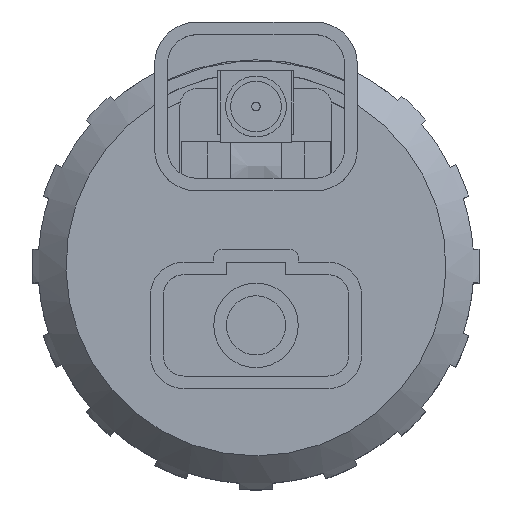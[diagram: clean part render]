
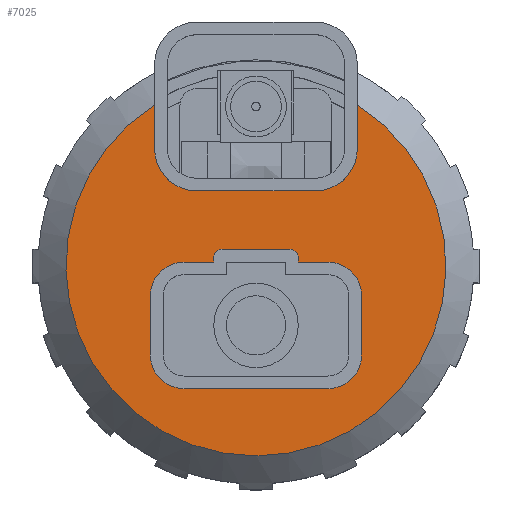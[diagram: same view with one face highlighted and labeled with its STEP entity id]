
A CAD part, top view. The second image highlights one B-rep face of the part: STEP entity #7025.
In plain terms, the highlighted planar face has unit normal (0, 0, 1).
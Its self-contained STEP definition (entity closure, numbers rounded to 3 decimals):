
#322=FACE_BOUND('',#1356,.T.);
#555=CIRCLE('',#7686,22.5);
#586=CIRCLE('',#7727,5.);
#588=CIRCLE('',#7731,5.);
#590=CIRCLE('',#7735,1.);
#591=CIRCLE('',#7736,1.);
#592=CIRCLE('',#7737,4.);
#593=CIRCLE('',#7738,4.);
#594=CIRCLE('',#7739,4.);
#595=CIRCLE('',#7740,4.);
#941=FACE_OUTER_BOUND('',#1355,.T.);
#1355=EDGE_LOOP('',(#5991,#5992,#5993,#5994,#5995,#5996));
#1356=EDGE_LOOP('',(#5997,#5998,#5999,#6000,#6001,#6002,#6003,#6004,#6005,
#6006,#6007,#6008,#6009,#6010));
#1920=LINE('',#12021,#2549);
#1929=LINE('',#12042,#2558);
#1933=LINE('',#12054,#2562);
#1936=LINE('',#12067,#2565);
#1937=LINE('',#12071,#2566);
#1938=LINE('',#12073,#2567);
#1939=LINE('',#12077,#2568);
#1940=LINE('',#12081,#2569);
#1941=LINE('',#12085,#2570);
#1942=LINE('',#12089,#2571);
#1943=LINE('',#12090,#2572);
#2549=VECTOR('',#9444,10.);
#2558=VECTOR('',#9465,10.);
#2562=VECTOR('',#9477,10.);
#2565=VECTOR('',#9492,10.);
#2566=VECTOR('',#9495,10.);
#2567=VECTOR('',#9496,10.);
#2568=VECTOR('',#9499,10.);
#2569=VECTOR('',#9502,10.);
#2570=VECTOR('',#9505,10.);
#2571=VECTOR('',#9508,10.);
#2572=VECTOR('',#9509,10.);
#3211=VERTEX_POINT('',#11840);
#3212=VERTEX_POINT('',#11844);
#3268=VERTEX_POINT('',#12020);
#3274=VERTEX_POINT('',#12041);
#3276=VERTEX_POINT('',#12047);
#3278=VERTEX_POINT('',#12053);
#3280=VERTEX_POINT('',#12063);
#3281=VERTEX_POINT('',#12064);
#3282=VERTEX_POINT('',#12066);
#3283=VERTEX_POINT('',#12068);
#3284=VERTEX_POINT('',#12070);
#3285=VERTEX_POINT('',#12072);
#3286=VERTEX_POINT('',#12074);
#3287=VERTEX_POINT('',#12076);
#3288=VERTEX_POINT('',#12078);
#3289=VERTEX_POINT('',#12080);
#3290=VERTEX_POINT('',#12082);
#3291=VERTEX_POINT('',#12084);
#3292=VERTEX_POINT('',#12086);
#3293=VERTEX_POINT('',#12088);
#4136=EDGE_CURVE('',#3211,#3212,#555,.T.);
#4197=EDGE_CURVE('',#3268,#3212,#1920,.T.);
#4208=EDGE_CURVE('',#3211,#3274,#1929,.T.);
#4211=EDGE_CURVE('',#3274,#3276,#586,.T.);
#4214=EDGE_CURVE('',#3276,#3278,#1933,.T.);
#4217=EDGE_CURVE('',#3278,#3268,#588,.T.);
#4219=EDGE_CURVE('',#3280,#3281,#590,.T.);
#4220=EDGE_CURVE('',#3281,#3282,#1936,.T.);
#4221=EDGE_CURVE('',#3282,#3283,#591,.T.);
#4222=EDGE_CURVE('',#3283,#3284,#1937,.T.);
#4223=EDGE_CURVE('',#3284,#3285,#1938,.T.);
#4224=EDGE_CURVE('',#3285,#3286,#592,.T.);
#4225=EDGE_CURVE('',#3286,#3287,#1939,.T.);
#4226=EDGE_CURVE('',#3287,#3288,#593,.T.);
#4227=EDGE_CURVE('',#3288,#3289,#1940,.T.);
#4228=EDGE_CURVE('',#3289,#3290,#594,.T.);
#4229=EDGE_CURVE('',#3290,#3291,#1941,.T.);
#4230=EDGE_CURVE('',#3291,#3292,#595,.T.);
#4231=EDGE_CURVE('',#3292,#3293,#1942,.T.);
#4232=EDGE_CURVE('',#3293,#3280,#1943,.T.);
#5991=ORIENTED_EDGE('',*,*,#4197,.T.);
#5992=ORIENTED_EDGE('',*,*,#4136,.F.);
#5993=ORIENTED_EDGE('',*,*,#4208,.T.);
#5994=ORIENTED_EDGE('',*,*,#4211,.T.);
#5995=ORIENTED_EDGE('',*,*,#4214,.T.);
#5996=ORIENTED_EDGE('',*,*,#4217,.T.);
#5997=ORIENTED_EDGE('',*,*,#4219,.T.);
#5998=ORIENTED_EDGE('',*,*,#4220,.T.);
#5999=ORIENTED_EDGE('',*,*,#4221,.T.);
#6000=ORIENTED_EDGE('',*,*,#4222,.T.);
#6001=ORIENTED_EDGE('',*,*,#4223,.T.);
#6002=ORIENTED_EDGE('',*,*,#4224,.T.);
#6003=ORIENTED_EDGE('',*,*,#4225,.T.);
#6004=ORIENTED_EDGE('',*,*,#4226,.T.);
#6005=ORIENTED_EDGE('',*,*,#4227,.T.);
#6006=ORIENTED_EDGE('',*,*,#4228,.T.);
#6007=ORIENTED_EDGE('',*,*,#4229,.T.);
#6008=ORIENTED_EDGE('',*,*,#4230,.T.);
#6009=ORIENTED_EDGE('',*,*,#4231,.T.);
#6010=ORIENTED_EDGE('',*,*,#4232,.T.);
#6675=PLANE('',#7734);
#7025=ADVANCED_FACE('',(#941,#322),#6675,.F.);
#7686=AXIS2_PLACEMENT_3D('',#11845,#9371,#9372);
#7727=AXIS2_PLACEMENT_3D('',#12048,#9470,#9471);
#7731=AXIS2_PLACEMENT_3D('',#12059,#9482,#9483);
#7734=AXIS2_PLACEMENT_3D('',#12062,#9488,#9489);
#7735=AXIS2_PLACEMENT_3D('',#12065,#9490,#9491);
#7736=AXIS2_PLACEMENT_3D('',#12069,#9493,#9494);
#7737=AXIS2_PLACEMENT_3D('',#12075,#9497,#9498);
#7738=AXIS2_PLACEMENT_3D('',#12079,#9500,#9501);
#7739=AXIS2_PLACEMENT_3D('',#12083,#9503,#9504);
#7740=AXIS2_PLACEMENT_3D('',#12087,#9506,#9507);
#9371=DIRECTION('center_axis',(0.,0.,
-1.));
#9372=DIRECTION('ref_axis',(-1.,0.,0.));
#9444=DIRECTION('',(0.,1.,0.));
#9465=DIRECTION('',(0.,-1.,0.));
#9470=DIRECTION('center_axis',(0.,0.,
-1.));
#9471=DIRECTION('ref_axis',(0.,-1.,0.));
#9477=DIRECTION('',(-1.,0.,0.));
#9482=DIRECTION('center_axis',(0.,0.,
-1.));
#9483=DIRECTION('ref_axis',(-1.,0.,0.));
#9488=DIRECTION('center_axis',(0.,0.,
-1.));
#9489=DIRECTION('ref_axis',(-1.,0.,0.));
#9490=DIRECTION('center_axis',(0.,0.,
-1.));
#9491=DIRECTION('ref_axis',(0.,1.,0.));
#9492=DIRECTION('',(1.,0.,0.));
#9493=DIRECTION('center_axis',(0.,0.,
-1.));
#9494=DIRECTION('ref_axis',(1.,0.,0.));
#9495=DIRECTION('',(0.,-1.,0.));
#9496=DIRECTION('',(1.,0.,0.));
#9497=DIRECTION('center_axis',(0.,0.,
-1.));
#9498=DIRECTION('ref_axis',(1.,0.,0.));
#9499=DIRECTION('',(0.,-1.,0.));
#9500=DIRECTION('center_axis',(0.,0.,
-1.));
#9501=DIRECTION('ref_axis',(0.,-1.,0.));
#9502=DIRECTION('',(-1.,0.,0.));
#9503=DIRECTION('center_axis',(0.,0.,
-1.));
#9504=DIRECTION('ref_axis',(-1.,0.,0.));
#9505=DIRECTION('',(0.,1.,0.));
#9506=DIRECTION('center_axis',(0.,0.,
-1.));
#9507=DIRECTION('ref_axis',(0.,1.,0.));
#9508=DIRECTION('',(1.,0.,0.));
#9509=DIRECTION('',(0.,1.,0.));
#11840=CARTESIAN_POINT('',(12.,19.033,27.5));
#11844=CARTESIAN_POINT('',(-12.,19.033,27.5));
#11845=CARTESIAN_POINT('Origin',(0.,0.,
27.5));
#12020=CARTESIAN_POINT('',(-12.,13.867,27.5));
#12021=CARTESIAN_POINT('',(-12.,11.933,27.5));
#12041=CARTESIAN_POINT('',(12.,13.867,27.5));
#12042=CARTESIAN_POINT('',(12.,6.933,27.5));
#12047=CARTESIAN_POINT('',(7.,8.867,27.5));
#12048=CARTESIAN_POINT('Origin',(7.,13.867,27.5));
#12053=CARTESIAN_POINT('',(-7.,8.867,27.5));
#12054=CARTESIAN_POINT('',(-3.5,8.867,27.5));
#12059=CARTESIAN_POINT('Origin',(-7.,13.867,27.5));
#12062=CARTESIAN_POINT('Origin',(0.,0.,
27.5));
#12063=CARTESIAN_POINT('',(-5.,0.953,27.5));
#12064=CARTESIAN_POINT('',(-4.,1.953,27.5));
#12065=CARTESIAN_POINT('Origin',(-4.,0.953,27.5));
#12066=CARTESIAN_POINT('',(4.,1.953,27.5));
#12067=CARTESIAN_POINT('',(2.,1.953,27.5));
#12068=CARTESIAN_POINT('',(5.,0.953,27.5));
#12069=CARTESIAN_POINT('Origin',(4.,0.953,27.5));
#12070=CARTESIAN_POINT('',(5.,0.453,27.5));
#12071=CARTESIAN_POINT('',(5.,0.227,27.5));
#12072=CARTESIAN_POINT('',(8.5,0.453,27.5));
#12073=CARTESIAN_POINT('',(4.25,0.453,27.5));
#12074=CARTESIAN_POINT('',(12.5,-3.547,27.5));
#12075=CARTESIAN_POINT('Origin',(8.5,-3.547,27.5));
#12076=CARTESIAN_POINT('',(12.5,-10.547,27.5));
#12077=CARTESIAN_POINT('',(12.5,-5.273,27.5));
#12078=CARTESIAN_POINT('',(8.5,-14.547,27.5));
#12079=CARTESIAN_POINT('Origin',(8.5,-10.547,27.5));
#12080=CARTESIAN_POINT('',(-8.5,-14.547,27.5));
#12081=CARTESIAN_POINT('',(-4.25,-14.547,27.5));
#12082=CARTESIAN_POINT('',(-12.5,-10.547,27.5));
#12083=CARTESIAN_POINT('Origin',(-8.5,-10.547,27.5));
#12084=CARTESIAN_POINT('',(-12.5,-3.547,27.5));
#12085=CARTESIAN_POINT('',(-12.5,-1.773,27.5));
#12086=CARTESIAN_POINT('',(-8.5,0.453,27.5));
#12087=CARTESIAN_POINT('Origin',(-8.5,-3.547,27.5));
#12088=CARTESIAN_POINT('',(-5.,0.453,27.5));
#12089=CARTESIAN_POINT('',(-2.5,0.453,27.5));
#12090=CARTESIAN_POINT('',(-5.,0.477,27.5));
